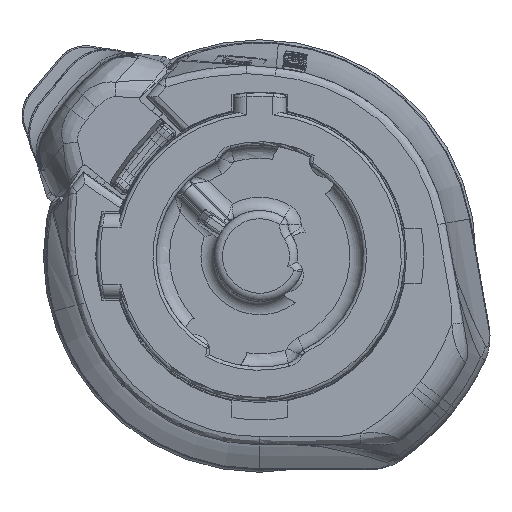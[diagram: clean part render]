
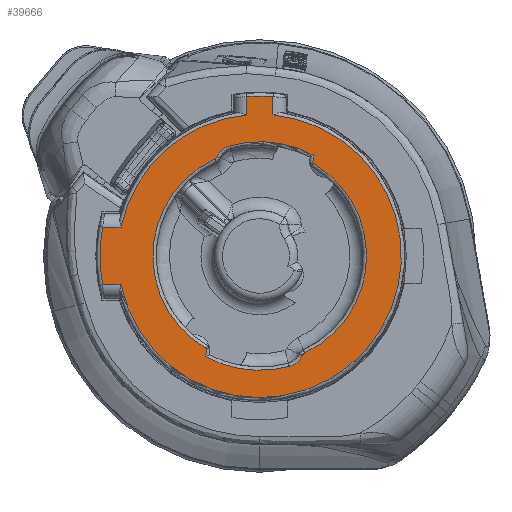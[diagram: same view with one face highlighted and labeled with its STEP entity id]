
A CAD part, left-side view. The second image highlights one B-rep face of the part: STEP entity #39666.
In plain terms, the highlighted planar face has unit normal (-1, 0, 0).
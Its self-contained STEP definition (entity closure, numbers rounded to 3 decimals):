
#3944=CARTESIAN_POINT('',(0.,0.,0.));
#3945=DIRECTION('',(-1.,0.,0.));
#3946=DIRECTION('',(0.,0.979,-0.205));
#3947=AXIS2_PLACEMENT_3D('',#3944,#3945,#3946);
#3949=CARTESIAN_POINT('',(0.,-0.8,8.512));
#3973=CARTESIAN_POINT('',(0.,8.369,-1.75));
#3985=CARTESIAN_POINT('',(0.,2.843,6.122));
#3986=DIRECTION('',(1.,0.,0.));
#3987=DIRECTION('',(0.,-0.911,-0.412));
#3988=AXIS2_PLACEMENT_3D('',#3985,#3986,#3987);
#3990=CARTESIAN_POINT('',(0.,0.,0.));
#3991=DIRECTION('',(1.,0.,0.));
#3992=DIRECTION('',(0.,-0.259,-0.966));
#3993=AXIS2_PLACEMENT_3D('',#3990,#3991,#3992);
#3995=CARTESIAN_POINT('',(0.,-1.475,-5.506));
#3996=DIRECTION('',(1.,0.,0.));
#3997=DIRECTION('',(0.,-0.912,-0.411));
#3998=AXIS2_PLACEMENT_3D('',#3995,#3996,#3997);
#4000=CARTESIAN_POINT('',(0.,-2.843,-6.122));
#4001=DIRECTION('',(1.,0.,0.));
#4002=DIRECTION('',(0.,0.911,0.412));
#4003=AXIS2_PLACEMENT_3D('',#4000,#4001,#4002);
#4005=CARTESIAN_POINT('',(0.,0.,0.));
#4006=DIRECTION('',(1.,0.,0.));
#4007=DIRECTION('',(0.,0.259,0.966));
#4008=AXIS2_PLACEMENT_3D('',#4005,#4006,#4007);
#4010=CARTESIAN_POINT('',(0.,1.475,5.506));
#4011=DIRECTION('',(1.,0.,0.));
#4012=DIRECTION('',(0.,0.912,0.411));
#4013=AXIS2_PLACEMENT_3D('',#4010,#4011,#4012);
#4027=CARTESIAN_POINT('',(0.,0.8,8.512));
#4029=CARTESIAN_POINT('',(0.,0.,0.));
#4030=DIRECTION('',(-1.,0.,0.));
#4031=DIRECTION('',(0.,0.094,0.996));
#4032=AXIS2_PLACEMENT_3D('',#4029,#4030,#4031);
#4034=CARTESIAN_POINT('',(0.,8.369,1.75));
#4141=DIRECTION('',(0.,1.,0.));
#4142=VECTOR('',#4141,1.121);
#4143=CARTESIAN_POINT('',(0.,8.369,1.75));
#4144=LINE('',#4143,#4142);
#4178=CARTESIAN_POINT('',(0.,0.,0.));
#4179=DIRECTION('',(-1.,0.,0.));
#4180=DIRECTION('',(0.,0.983,0.181));
#4181=AXIS2_PLACEMENT_3D('',#4178,#4179,#4180);
#4222=DIRECTION('',(0.,-1.,0.));
#4223=VECTOR('',#4222,1.121);
#4224=CARTESIAN_POINT('',(0.,9.49,
-1.75));
#4225=LINE('',#4224,#4223);
#4452=DIRECTION('',(0.,0.,1.));
#4453=VECTOR('',#4452,1.104);
#4454=CARTESIAN_POINT('',(0.,-0.8,8.512));
#4455=LINE('',#4454,#4453);
#4489=CARTESIAN_POINT('',(0.,0.,0.));
#4490=DIRECTION('',(-1.,0.,0.));
#4491=DIRECTION('',(0.,-0.083,0.997));
#4492=AXIS2_PLACEMENT_3D('',#4489,#4490,#4491);
#4533=DIRECTION('',(0.,0.,-1.));
#4534=VECTOR('',#4533,1.104);
#4535=CARTESIAN_POINT('',(0.,0.8,
9.617));
#4536=LINE('',#4535,#4534);
#11145=CARTESIAN_POINT('',(0.,0.,0.));
#11146=DIRECTION('',(1.,0.,0.));
#11147=DIRECTION('',(0.,-0.501,0.866));
#11148=AXIS2_PLACEMENT_3D('',#11145,#11146,#11147);
#11172=CARTESIAN_POINT('',(0.,-4.015,5.734));
#11173=DIRECTION('',(-1.,0.,0.));
#11174=DIRECTION('',(0.,0.91,0.416));
#11175=AXIS2_PLACEMENT_3D('',#11172,#11173,#11174);
#11250=CARTESIAN_POINT('',(0.,0.,0.));
#11251=DIRECTION('',(1.,0.,0.));
#11252=DIRECTION('',(0.,0.501,-0.866));
#11253=AXIS2_PLACEMENT_3D('',#11250,#11251,#11252);
#11270=CARTESIAN_POINT('',(0.,4.015,-5.734));
#11271=DIRECTION('',(-1.,0.,0.));
#11272=DIRECTION('',(0.,-0.91,-0.416));
#11273=AXIS2_PLACEMENT_3D('',#11270,#11271,#11272);
#28077=CARTESIAN_POINT('',(0.,9.49,
1.75));
#28078=CARTESIAN_POINT('',(0.,9.49,
-1.75));
#28079=VERTEX_POINT('',#28077);
#28080=VERTEX_POINT('',#28078);
#28093=VERTEX_POINT('',#3949);
#28094=VERTEX_POINT('',#3973);
#28095=CARTESIAN_POINT('',(0.,-0.8,
9.617));
#28096=VERTEX_POINT('',#28095);
#28117=CARTESIAN_POINT('',(0.,0.8,
9.617));
#28118=VERTEX_POINT('',#28117);
#29038=CARTESIAN_POINT('',(0.,-1.786,-6.665));
#29039=CARTESIAN_POINT('',(0.,3.287,-6.067));
#29040=VERTEX_POINT('',#29038);
#29041=VERTEX_POINT('',#29039);
#29046=CARTESIAN_POINT('',(0.,1.786,6.665));
#29047=CARTESIAN_POINT('',(0.,-3.287,6.067));
#29048=VERTEX_POINT('',#29046);
#29049=VERTEX_POINT('',#29047);
#29054=CARTESIAN_POINT('',(0.,3.229,-5.583));
#29055=VERTEX_POINT('',#29054);
#29056=CARTESIAN_POINT('',(0.,-3.229,5.583));
#29057=VERTEX_POINT('',#29056);
#29058=CARTESIAN_POINT('',(0.,2.716,5.85));
#29059=VERTEX_POINT('',#29058);
#29060=CARTESIAN_POINT('',(0.,2.569,5.999));
#29061=VERTEX_POINT('',#29060);
#29062=CARTESIAN_POINT('',(0.,-2.716,-5.85));
#29063=VERTEX_POINT('',#29062);
#29064=CARTESIAN_POINT('',(0.,-2.569,-5.999));
#29065=VERTEX_POINT('',#29064);
#29231=VERTEX_POINT('',#4034);
#29232=VERTEX_POINT('',#4027);
#39622=CARTESIAN_POINT('',(0.,0.,0.));
#39623=DIRECTION('',(1.,0.,0.));
#39624=DIRECTION('',(0.,0.,-1.));
#39625=AXIS2_PLACEMENT_3D('',#39622,#39623,#39624);
#39626=PLANE('',#39625);
#39628=ORIENTED_EDGE('',*,*,#39627,.F.);
#39630=ORIENTED_EDGE('',*,*,#39629,.F.);
#39632=ORIENTED_EDGE('',*,*,#39631,.F.);
#39634=ORIENTED_EDGE('',*,*,#39633,.F.);
#39635=ORIENTED_EDGE('',*,*,#39610,.F.);
#39637=ORIENTED_EDGE('',*,*,#39636,.F.);
#39639=ORIENTED_EDGE('',*,*,#39638,.F.);
#39641=ORIENTED_EDGE('',*,*,#39640,.F.);
#39642=EDGE_LOOP('',(#39628,#39630,#39632,#39634,#39635,#39637,#39639,#39641));
#39643=FACE_OUTER_BOUND('',#39642,.F.);
#39645=ORIENTED_EDGE('',*,*,#39644,.T.);
#39647=ORIENTED_EDGE('',*,*,#39646,.F.);
#39649=ORIENTED_EDGE('',*,*,#39648,.F.);
#39651=ORIENTED_EDGE('',*,*,#39650,.F.);
#39653=ORIENTED_EDGE('',*,*,#39652,.F.);
#39655=ORIENTED_EDGE('',*,*,#39654,.T.);
#39657=ORIENTED_EDGE('',*,*,#39656,.F.);
#39659=ORIENTED_EDGE('',*,*,#39658,.F.);
#39661=ORIENTED_EDGE('',*,*,#39660,.F.);
#39663=ORIENTED_EDGE('',*,*,#39662,.F.);
#39664=EDGE_LOOP('',(#39645,#39647,#39649,#39651,#39653,#39655,#39657,#39659,
#39661,#39663));
#39665=FACE_BOUND('',#39664,.F.);
#39666=ADVANCED_FACE('',(#39643,#39665),#39626,.F.);
#3948=CIRCLE('',#3947,8.55);
#3989=CIRCLE('',#3988,0.3);
#3994=CIRCLE('',#3993,6.9);
#3999=CIRCLE('',#3998,1.2);
#4004=CIRCLE('',#4003,0.3);
#4009=CIRCLE('',#4008,6.9);
#4014=CIRCLE('',#4013,1.2);
#4033=CIRCLE('',#4032,8.55);
#4182=CIRCLE('',#4181,9.65);
#4493=CIRCLE('',#4492,9.65);
#11149=CIRCLE('',#11148,6.45);
#11176=CIRCLE('',#11175,0.8);
#11254=CIRCLE('',#11253,6.45);
#11274=CIRCLE('',#11273,0.8);
#39610=EDGE_CURVE('',#28094,#28093,#3948,.T.);
#39627=EDGE_CURVE('',#29232,#29231,#4033,.T.);
#39629=EDGE_CURVE('',#28118,#29232,#4536,.T.);
#39631=EDGE_CURVE('',#28096,#28118,#4493,.T.);
#39633=EDGE_CURVE('',#28093,#28096,#4455,.T.);
#39636=EDGE_CURVE('',#28080,#28094,#4225,.T.);
#39638=EDGE_CURVE('',#28079,#28080,#4182,.T.);
#39640=EDGE_CURVE('',#29231,#28079,#4144,.T.);
#39644=EDGE_CURVE('',#29061,#29059,#3989,.T.);
#39646=EDGE_CURVE('',#29055,#29059,#11254,.T.);
#39648=EDGE_CURVE('',#29041,#29055,#11274,.T.);
#39650=EDGE_CURVE('',#29040,#29041,#3994,.T.);
#39652=EDGE_CURVE('',#29065,#29040,#3999,.T.);
#39654=EDGE_CURVE('',#29065,#29063,#4004,.T.);
#39656=EDGE_CURVE('',#29057,#29063,#11149,.T.);
#39658=EDGE_CURVE('',#29049,#29057,#11176,.T.);
#39660=EDGE_CURVE('',#29048,#29049,#4009,.T.);
#39662=EDGE_CURVE('',#29061,#29048,#4014,.T.);
